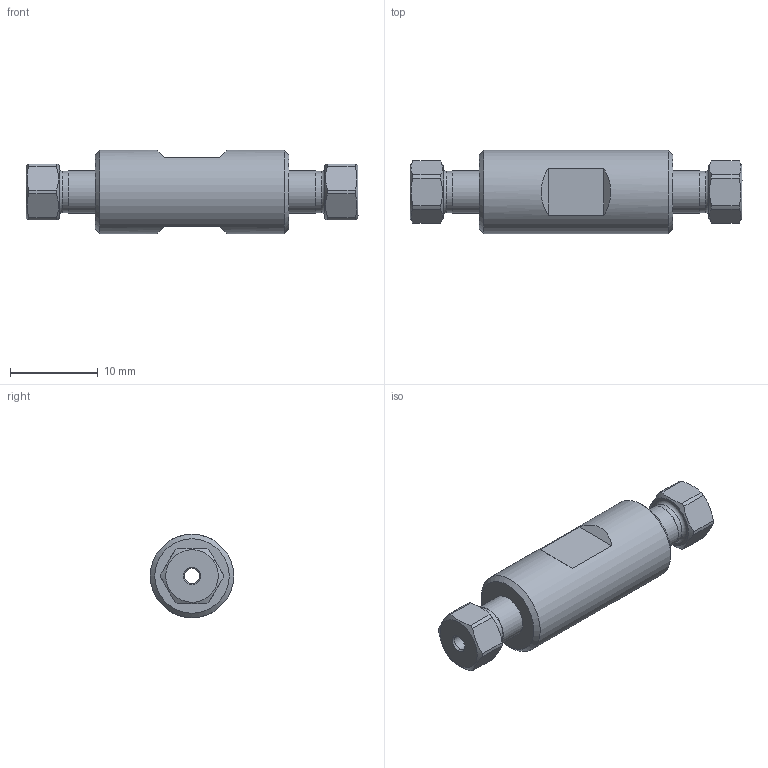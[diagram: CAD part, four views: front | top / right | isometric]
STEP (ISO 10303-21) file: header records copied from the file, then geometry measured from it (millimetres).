
FILE_DESCRIPTION((''),'2;1');
FILE_NAME('305255-ZU1PK Internal union.stp','2013-08-21T11:37:24',('Franzp'),(''),'Autodesk Inventor 2013','Autodesk Inventor 2013','');
FILE_SCHEMA(('AUTOMOTIVE_DESIGN { 1 0 10303 214 1 1 1 1 }'));
Length unit declared in the file: millimetre
Products named in the file (1): 305255_Shrinkwrap_1
Bounding box: 37.94 x 9.53 x 9.53 mm (x, y, z)
Surface area: 1351 mm2 (no closed solid volume)
Topology: 0 solids, 5 shells, 55 faces, 137 edges, 90 vertices
Faces by surface type: plane 24, cylinder 19, cone 10, torus 2
Full cylindrical faces by diameter (mm): 1.75 x2, 4.699 x2, 4.826 x2, 9.525 x1
Entity records: 1580 total; most frequent: CARTESIAN_POINT 300, DIRECTION 256, ORIENTED_EDGE 214, AXIS2_PLACEMENT_3D 112, EDGE_CURVE 112, VERTEX_POINT 84, EDGE_LOOP 82, FACE_OUTER_BOUND 55
